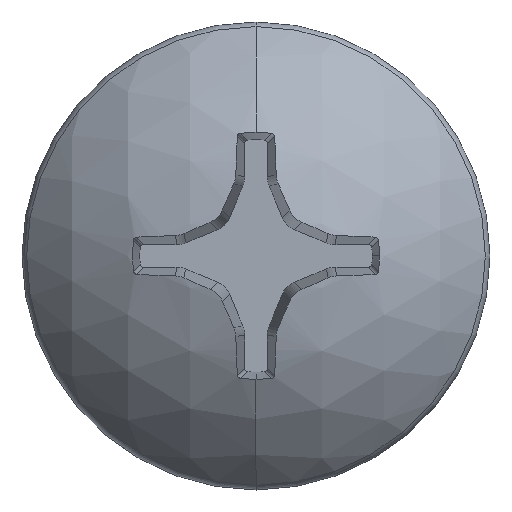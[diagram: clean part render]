
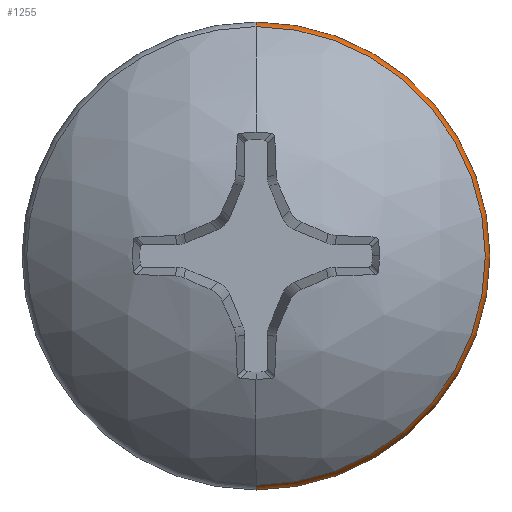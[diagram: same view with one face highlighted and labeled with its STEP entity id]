
A CAD part, top view. The second image highlights one B-rep face of the part: STEP entity #1255.
In plain terms, the highlighted toroidal (fillet/blend) face has major radius 2.206 mm and minor radius 0.245 mm.
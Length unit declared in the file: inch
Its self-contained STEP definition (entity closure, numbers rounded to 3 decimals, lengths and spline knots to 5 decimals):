
#174 = EDGE_LOOP ( 'NONE', ( #1762, #3650, #3929, #1417 ) ) ;
#368 = CIRCLE ( 'NONE', #2231, 0.00965 ) ;
#753 = VERTEX_POINT ( 'NONE', #5447 ) ;
#791 = DIRECTION ( 'NONE',  ( 1., 0., 0. ) ) ;
#810 = DIRECTION ( 'NONE',  ( 0., 1., 0. ) ) ;
#875 = DIRECTION ( 'NONE',  ( 0., -1., 0. ) ) ;
#1089 = VERTEX_POINT ( 'NONE', #5421 ) ;
#1255 = ADVANCED_FACE ( 'NONE', ( #1642 ), #1719, .T. ) ;
#1256 = CARTESIAN_POINT ( 'NONE',  ( 0., 0.08685, 0.1385 ) ) ;
#1316 = DIRECTION ( 'NONE',  ( 0., 0., 1. ) ) ;
#1330 = AXIS2_PLACEMENT_3D ( 'NONE', #3451, #1779, #875 ) ;
#1417 = ORIENTED_EDGE ( 'NONE', *, *, #3464, .F. ) ;
#1642 = FACE_OUTER_BOUND ( 'NONE', #174, .T. ) ;
#1719 = TOROIDAL_SURFACE ( 'NONE', #1969, 0.08685, 0.00965 ) ;
#1733 = CARTESIAN_POINT ( 'NONE',  ( 0., -0.08685, 0.1385 ) ) ;
#1762 = ORIENTED_EDGE ( 'NONE', *, *, #5059, .T. ) ;
#1779 = DIRECTION ( 'NONE',  ( 0., 0., 1. ) ) ;
#1969 = AXIS2_PLACEMENT_3D ( 'NONE', #4270, #4708, #2610 ) ;
#2137 = CIRCLE ( 'NONE', #4478, 0.00965 ) ;
#2231 = AXIS2_PLACEMENT_3D ( 'NONE', #1733, #2555, #1316 ) ;
#2412 = EDGE_CURVE ( 'NONE', #4847, #1089, #2423, .T. ) ;
#2423 = CIRCLE ( 'NONE', #5408, 0.09459 ) ;
#2505 = VERTEX_POINT ( 'NONE', #3847 ) ;
#2555 = DIRECTION ( 'NONE',  ( -1., 0., 0. ) ) ;
#2610 = DIRECTION ( 'NONE',  ( 0., -1., 0. ) ) ;
#2867 = CARTESIAN_POINT ( 'NONE',  ( 0., 0., 0.14427 ) ) ;
#2902 = DIRECTION ( 'NONE',  ( 0., 0., 1. ) ) ;
#3381 = CIRCLE ( 'NONE', #1330, 0.0965 ) ;
#3451 = CARTESIAN_POINT ( 'NONE',  ( 0., 0., 0.1385 ) ) ;
#3464 = EDGE_CURVE ( 'NONE', #753, #4847, #368, .T. ) ;
#3650 = ORIENTED_EDGE ( 'NONE', *, *, #5374, .T. ) ;
#3847 = CARTESIAN_POINT ( 'NONE',  ( 0., 0.0965, 0.1385 ) ) ;
#3929 = ORIENTED_EDGE ( 'NONE', *, *, #2412, .F. ) ;
#4270 = CARTESIAN_POINT ( 'NONE',  ( 0., 0., 0.1385 ) ) ;
#4478 = AXIS2_PLACEMENT_3D ( 'NONE', #1256, #791, #810 ) ;
#4625 = DIRECTION ( 'NONE',  ( 0., -1., 0. ) ) ;
#4708 = DIRECTION ( 'NONE',  ( 0., 0., 1. ) ) ;
#4847 = VERTEX_POINT ( 'NONE', #5317 ) ;
#5059 = EDGE_CURVE ( 'NONE', #753, #2505, #3381, .T. ) ;
#5317 = CARTESIAN_POINT ( 'NONE',  ( 0., -0.09459, 0.14427 ) ) ;
#5374 = EDGE_CURVE ( 'NONE', #2505, #1089, #2137, .T. ) ;
#5408 = AXIS2_PLACEMENT_3D ( 'NONE', #2867, #2902, #4625 ) ;
#5421 = CARTESIAN_POINT ( 'NONE',  ( 0., 0.09459, 0.14427 ) ) ;
#5447 = CARTESIAN_POINT ( 'NONE',  ( 0., -0.0965, 0.1385 ) ) ;
